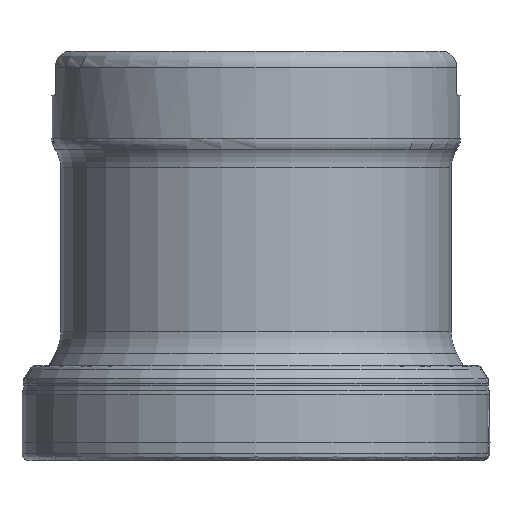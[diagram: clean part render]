
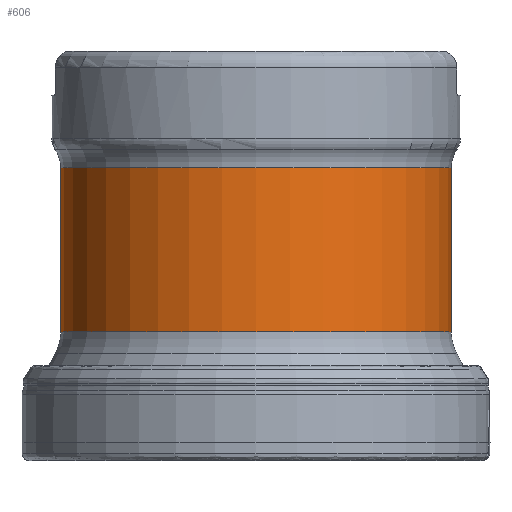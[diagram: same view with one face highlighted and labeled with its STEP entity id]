
A CAD part, front view. The second image highlights one B-rep face of the part: STEP entity #606.
In plain terms, the highlighted cylindrical face has radius 21.225 mm (diameter 42.45 mm), a full revolution.
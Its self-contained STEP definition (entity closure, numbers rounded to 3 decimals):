
#201=CYLINDRICAL_SURFACE('',#2840,21.225);
#241=FACE_BOUND('',#905,.T.);
#242=FACE_BOUND('',#906,.T.);
#606=ADVANCED_FACE('',(#241,#242),#201,.T.);
#905=EDGE_LOOP('',(#1323));
#906=EDGE_LOOP('',(#1324));
#1149=CIRCLE('',#2838,21.225);
#1150=CIRCLE('',#2839,21.225);
#1323=ORIENTED_EDGE('',*,*,#2297,.T.);
#1324=ORIENTED_EDGE('',*,*,#2298,.T.);
#2031=VERTEX_POINT('',#4310);
#2032=VERTEX_POINT('',#4312);
#2297=EDGE_CURVE('',#2031,#2031,#1149,.T.);
#2298=EDGE_CURVE('',#2032,#2032,#1150,.T.);
#2838=AXIS2_PLACEMENT_3D('',#4309,#3170,#3171);
#2839=AXIS2_PLACEMENT_3D('',#4311,#3172,#3173);
#2840=AXIS2_PLACEMENT_3D('',#4313,#3174,#3175);
#3170=DIRECTION('',(0.,0.,1.));
#3171=DIRECTION('',(0.,1.,0.));
#3172=DIRECTION('',(0.,0.,-1.));
#3173=DIRECTION('',(0.,1.,0.));
#3174=DIRECTION('',(0.,0.,-1.));
#3175=DIRECTION('',(0.,1.,0.));
#4309=CARTESIAN_POINT('',(0.,0.,13.963));
#4310=CARTESIAN_POINT('',(0.,21.225,13.963));
#4311=CARTESIAN_POINT('',(0.,0.,31.816));
#4312=CARTESIAN_POINT('',(0.,21.225,31.816));
#4313=CARTESIAN_POINT('',(0.,0.,0.));
